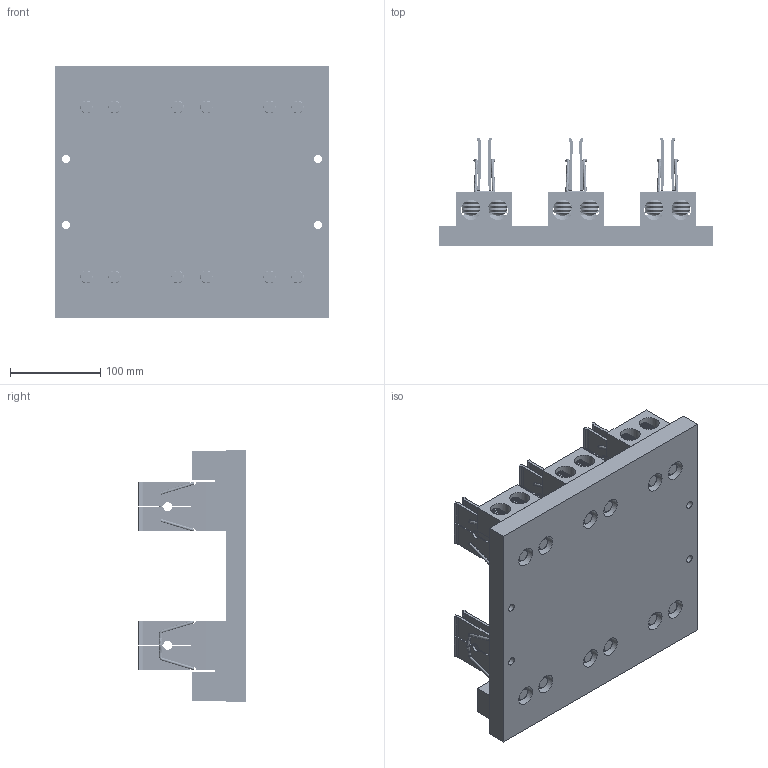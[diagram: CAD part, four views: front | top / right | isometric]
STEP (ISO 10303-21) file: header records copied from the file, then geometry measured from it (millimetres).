
FILE_DESCRIPTION (( 'STEP AP214' ), '1' );
FILE_NAME ('701780rev-.STEP', '2017-05-10T15:44:53', ( '' ), ( '' ), 'SwSTEP 2.0', 'SolidWorks 2016', '' );
FILE_SCHEMA (( 'AUTOMOTIVE_DESIGN' ));
Length unit declared in the file: inch
Products named in the file (1): 701780rev-
Bounding box: 304.8 x 120.5 x 279.4 mm (x, y, z)
Volume: 2698179.2 mm3; surface area: 605112.4 mm2
Topology: 67 solids, 67 shells, 2322 faces, 5274 edges, 3126 vertices
Faces by surface type: cone 984, plane 766, cylinder 440, bspline 108, sphere 12, torus 12
Full cylindrical faces by diameter (mm): 6.756 x12, 7.937 x9, 7.938 x195, 8.611 x12, 8.738 x4, 11.506 x12, 12.7 x12, 19.05 x16, 21.59 x12, 22.225 x24
Entity records: 92676 total; most frequent: CARTESIAN_POINT 15995, DIRECTION 9490, ORIENTED_EDGE 7868, EDGE_CURVE 3934, AXIS2_PLACEMENT_3D 3905, EDGE_LOOP 3722, VERTEX_POINT 3018, FACE_OUTER_BOUND 2726
